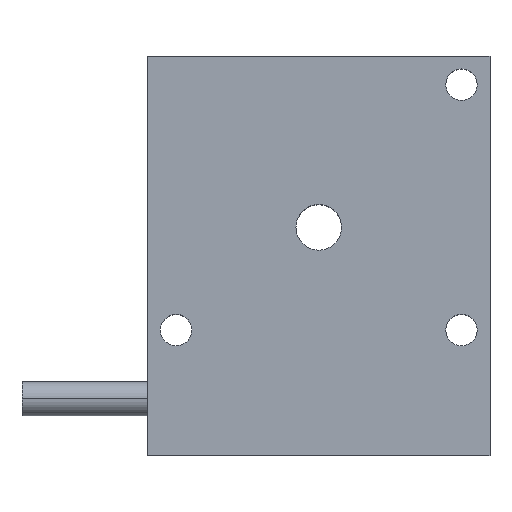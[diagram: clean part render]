
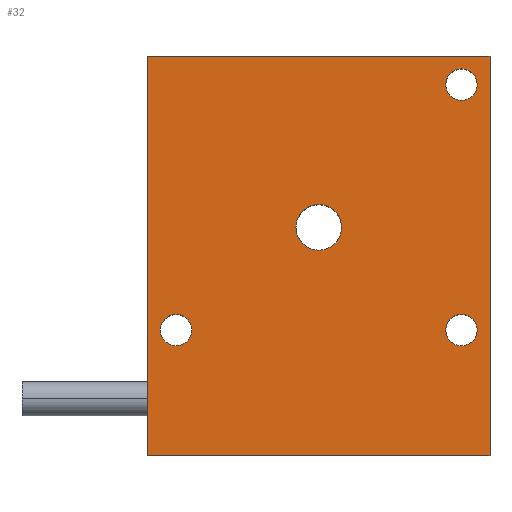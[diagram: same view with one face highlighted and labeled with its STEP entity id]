
A CAD part, top view. The second image highlights one B-rep face of the part: STEP entity #32.
In plain terms, the highlighted planar face has unit normal (0, 0, 1).
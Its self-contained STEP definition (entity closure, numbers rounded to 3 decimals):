
#2 = DIRECTION ( 'NONE',  ( -1., 0., 0. ) ) ;
#4 = DIRECTION ( 'NONE',  ( -1., 0., 0. ) ) ;
#11 = CARTESIAN_POINT ( 'NONE',  ( 0., 70., 0. ) ) ;
#14 = AXIS2_PLACEMENT_3D ( 'NONE', #472, #392, #23 ) ;
#20 = DIRECTION ( 'NONE',  ( 0., 0., -1. ) ) ;
#23 = DIRECTION ( 'NONE',  ( -1., 0., 0. ) ) ;
#32 = ADVANCED_FACE ( 'NONE', ( #308, #313, #315, #320, #319 ), #424, .F. ) ;
#53 = CARTESIAN_POINT ( 'NONE',  ( 55., 65., 0. ) ) ;
#59 = AXIS2_PLACEMENT_3D ( 'NONE', #172, #208, #153 ) ;
#70 = DIRECTION ( 'NONE',  ( 0., -1., 0. ) ) ;
#76 = CARTESIAN_POINT ( 'NONE',  ( 0., 70., 0. ) ) ;
#83 = CARTESIAN_POINT ( 'NONE',  ( 26., 40., 0. ) ) ;
#94 = DIRECTION ( 'NONE',  ( 1., 0., 0. ) ) ;
#103 = EDGE_CURVE ( 'NONE', #303, #281, #209, .T. ) ;
#123 = CARTESIAN_POINT ( 'NONE',  ( 55., 22., 0. ) ) ;
#124 = VECTOR ( 'NONE', #278, 1000. ) ;
#126 = CIRCLE ( 'NONE', #59, 4. ) ;
#127 = LINE ( 'NONE', #375, #124 ) ;
#128 = CIRCLE ( 'NONE', #483, 4. ) ;
#132 = DIRECTION ( 'NONE',  ( 0., 1., 0. ) ) ;
#153 = DIRECTION ( 'NONE',  ( 1., 0., 0. ) ) ;
#154 = EDGE_CURVE ( 'NONE', #236, #255, #214, .T. ) ;
#157 = CARTESIAN_POINT ( 'NONE',  ( 60., 0., 0. ) ) ;
#158 = VECTOR ( 'NONE', #70, 1000. ) ;
#160 = LINE ( 'NONE', #253, #158 ) ;
#162 = AXIS2_PLACEMENT_3D ( 'NONE', #169, #467, #227 ) ;
#169 = CARTESIAN_POINT ( 'NONE',  ( 5., 22., 0. ) ) ;
#171 = CIRCLE ( 'NONE', #14, 2.75 ) ;
#172 = CARTESIAN_POINT ( 'NONE',  ( 30., 40., 0. ) ) ;
#175 = VECTOR ( 'NONE', #316, 1000. ) ;
#177 = VECTOR ( 'NONE', #132, 1000. ) ;
#178 = EDGE_CURVE ( 'NONE', #282, #280, #245, .T. ) ;
#181 = LINE ( 'NONE', #76, #175 ) ;
#183 = DIRECTION ( 'NONE',  ( 0., 0., 1. ) ) ;
#201 = CARTESIAN_POINT ( 'NONE',  ( 0., 70., 0. ) ) ;
#203 = CIRCLE ( 'NONE', #609, 2.75 ) ;
#204 = LINE ( 'NONE', #476, #177 ) ;
#208 = DIRECTION ( 'NONE',  ( 0., 0., 1. ) ) ;
#209 = CIRCLE ( 'NONE', #294, 2.75 ) ;
#214 = CIRCLE ( 'NONE', #162, 2.75 ) ;
#216 = CIRCLE ( 'NONE', #528, 2.75 ) ;
#219 = EDGE_CURVE ( 'NONE', #255, #236, #216, .T. ) ;
#221 = CARTESIAN_POINT ( 'NONE',  ( 55., 22., 0. ) ) ;
#227 = DIRECTION ( 'NONE',  ( -1., 0., 0. ) ) ;
#236 = VERTEX_POINT ( 'NONE', #479 ) ;
#238 = EDGE_CURVE ( 'NONE', #281, #303, #203, .T. ) ;
#245 = CIRCLE ( 'NONE', #488, 2.75 ) ;
#247 = CARTESIAN_POINT ( 'NONE',  ( 57.75, 22., 0. ) ) ;
#253 = CARTESIAN_POINT ( 'NONE',  ( 0., 0., 0. ) ) ;
#255 = VERTEX_POINT ( 'NONE', #417 ) ;
#264 = VERTEX_POINT ( 'NONE', #157 ) ;
#265 = VERTEX_POINT ( 'NONE', #338 ) ;
#268 = VERTEX_POINT ( 'NONE', #83 ) ;
#272 = VERTEX_POINT ( 'NONE', #11 ) ;
#276 = DIRECTION ( 'NONE',  ( 0., 0., -1. ) ) ;
#277 = DIRECTION ( 'NONE',  ( 0., 0., -1. ) ) ;
#278 = DIRECTION ( 'NONE',  ( 1., 0., 0. ) ) ;
#280 = VERTEX_POINT ( 'NONE', #309 ) ;
#281 = VERTEX_POINT ( 'NONE', #247 ) ;
#282 = VERTEX_POINT ( 'NONE', #475 ) ;
#283 = EDGE_LOOP ( 'NONE', ( #543, #545 ) ) ;
#286 = CARTESIAN_POINT ( 'NONE',  ( 34., 40., 0. ) ) ;
#294 = AXIS2_PLACEMENT_3D ( 'NONE', #123, #446, #2 ) ;
#303 = VERTEX_POINT ( 'NONE', #611 ) ;
#308 = FACE_BOUND ( 'NONE', #283, .T. ) ;
#309 = CARTESIAN_POINT ( 'NONE',  ( 57.75, 65., 0. ) ) ;
#313 = FACE_BOUND ( 'NONE', #404, .T. ) ;
#315 = FACE_BOUND ( 'NONE', #563, .T. ) ;
#316 = DIRECTION ( 'NONE',  ( -1., 0., 0. ) ) ;
#319 = FACE_OUTER_BOUND ( 'NONE', #588, .T. ) ;
#320 = FACE_BOUND ( 'NONE', #372, .T. ) ;
#338 = CARTESIAN_POINT ( 'NONE',  ( 60., 70., 0. ) ) ;
#353 = EDGE_CURVE ( 'NONE', #264, #265, #204, .T. ) ;
#359 = CARTESIAN_POINT ( 'NONE',  ( 5., 22., 0. ) ) ;
#364 = EDGE_CURVE ( 'NONE', #265, #272, #181, .T. ) ;
#372 = EDGE_LOOP ( 'NONE', ( #552, #553 ) ) ;
#375 = CARTESIAN_POINT ( 'NONE',  ( 0., 0., 0. ) ) ;
#376 = EDGE_CURVE ( 'NONE', #280, #282, #171, .T. ) ;
#391 = VERTEX_POINT ( 'NONE', #397 ) ;
#392 = DIRECTION ( 'NONE',  ( 0., 0., -1. ) ) ;
#397 = CARTESIAN_POINT ( 'NONE',  ( 0., 0., 0. ) ) ;
#398 = DIRECTION ( 'NONE',  ( -1., 0., 0. ) ) ;
#404 = EDGE_LOOP ( 'NONE', ( #546, #547 ) ) ;
#416 = EDGE_CURVE ( 'NONE', #272, #391, #160, .T. ) ;
#417 = CARTESIAN_POINT ( 'NONE',  ( 2.25, 22., 0. ) ) ;
#419 = AXIS2_PLACEMENT_3D ( 'NONE', #201, #557, #4 ) ;
#424 = PLANE ( 'NONE',  #419 ) ;
#436 = DIRECTION ( 'NONE',  ( -1., 0., 0. ) ) ;
#446 = DIRECTION ( 'NONE',  ( 0., 0., -1. ) ) ;
#467 = DIRECTION ( 'NONE',  ( 0., 0., -1. ) ) ;
#472 = CARTESIAN_POINT ( 'NONE',  ( 55., 65., 0. ) ) ;
#475 = CARTESIAN_POINT ( 'NONE',  ( 52.25, 65., 0. ) ) ;
#476 = CARTESIAN_POINT ( 'NONE',  ( 60., 0., 0. ) ) ;
#479 = CARTESIAN_POINT ( 'NONE',  ( 7.75, 22., 0. ) ) ;
#483 = AXIS2_PLACEMENT_3D ( 'NONE', #516, #183, #94 ) ;
#488 = AXIS2_PLACEMENT_3D ( 'NONE', #53, #276, #398 ) ;
#495 = VERTEX_POINT ( 'NONE', #286 ) ;
#516 = CARTESIAN_POINT ( 'NONE',  ( 30., 40., 0. ) ) ;
#528 = AXIS2_PLACEMENT_3D ( 'NONE', #359, #20, #436 ) ;
#530 = DIRECTION ( 'NONE',  ( -1., 0., 0. ) ) ;
#543 = ORIENTED_EDGE ( 'NONE', *, *, #103, .T. ) ;
#545 = ORIENTED_EDGE ( 'NONE', *, *, #238, .T. ) ;
#546 = ORIENTED_EDGE ( 'NONE', *, *, #178, .T. ) ;
#547 = ORIENTED_EDGE ( 'NONE', *, *, #376, .T. ) ;
#549 = ORIENTED_EDGE ( 'NONE', *, *, #219, .T. ) ;
#551 = ORIENTED_EDGE ( 'NONE', *, *, #154, .T. ) ;
#552 = ORIENTED_EDGE ( 'NONE', *, *, #576, .F. ) ;
#553 = ORIENTED_EDGE ( 'NONE', *, *, #596, .F. ) ;
#554 = ORIENTED_EDGE ( 'NONE', *, *, #416, .T. ) ;
#556 = ORIENTED_EDGE ( 'NONE', *, *, #581, .T. ) ;
#557 = DIRECTION ( 'NONE',  ( 0., 0., -1. ) ) ;
#560 = ORIENTED_EDGE ( 'NONE', *, *, #353, .T. ) ;
#561 = ORIENTED_EDGE ( 'NONE', *, *, #364, .T. ) ;
#563 = EDGE_LOOP ( 'NONE', ( #549, #551 ) ) ;
#576 = EDGE_CURVE ( 'NONE', #495, #268, #128, .T. ) ;
#581 = EDGE_CURVE ( 'NONE', #391, #264, #127, .T. ) ;
#588 = EDGE_LOOP ( 'NONE', ( #554, #556, #560, #561 ) ) ;
#596 = EDGE_CURVE ( 'NONE', #268, #495, #126, .T. ) ;
#609 = AXIS2_PLACEMENT_3D ( 'NONE', #221, #277, #530 ) ;
#611 = CARTESIAN_POINT ( 'NONE',  ( 52.25, 22., 0. ) ) ;
